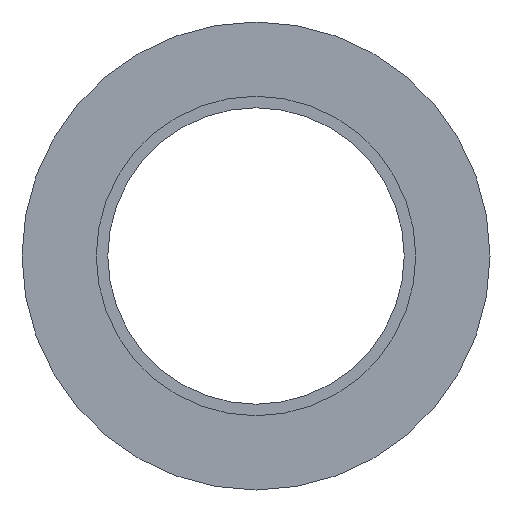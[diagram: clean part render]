
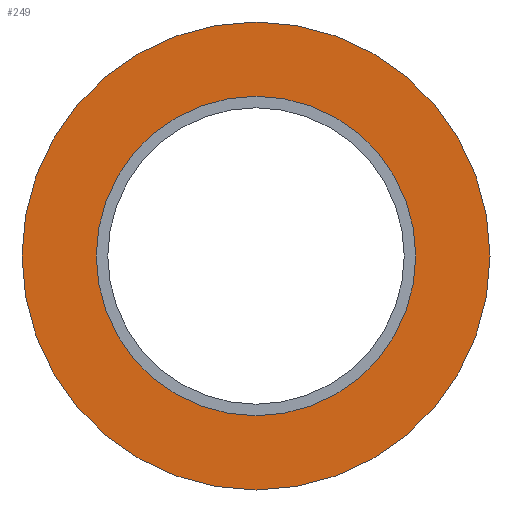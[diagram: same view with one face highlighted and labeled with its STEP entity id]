
A CAD part, front view. The second image highlights one B-rep face of the part: STEP entity #249.
In plain terms, the highlighted planar face has unit normal (0, -1, 0).
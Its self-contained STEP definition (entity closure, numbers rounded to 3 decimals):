
#39=FACE_BOUND('',#60,.T.);
#45=FACE_OUTER_BOUND('',#59,.T.);
#59=EDGE_LOOP('',(#171,#172));
#60=EDGE_LOOP('',(#173,#174));
#79=CIRCLE('',#284,37.5);
#80=CIRCLE('',#285,37.5);
#81=CIRCLE('',#286,25.6);
#82=CIRCLE('',#287,25.6);
#107=VERTEX_POINT('',#421);
#108=VERTEX_POINT('',#422);
#109=VERTEX_POINT('',#425);
#110=VERTEX_POINT('',#426);
#135=EDGE_CURVE('',#107,#108,#79,.T.);
#136=EDGE_CURVE('',#108,#107,#80,.T.);
#137=EDGE_CURVE('',#109,#110,#81,.T.);
#138=EDGE_CURVE('',#110,#109,#82,.T.);
#171=ORIENTED_EDGE('',*,*,#135,.F.);
#172=ORIENTED_EDGE('',*,*,#136,.F.);
#173=ORIENTED_EDGE('',*,*,#137,.T.);
#174=ORIENTED_EDGE('',*,*,#138,.T.);
#243=PLANE('',#283);
#249=ADVANCED_FACE('',(#45,#39),#243,.T.);
#283=AXIS2_PLACEMENT_3D('',#420,#327,#328);
#284=AXIS2_PLACEMENT_3D('',#423,#329,#330);
#285=AXIS2_PLACEMENT_3D('',#424,#331,#332);
#286=AXIS2_PLACEMENT_3D('',#427,#333,#334);
#287=AXIS2_PLACEMENT_3D('',#428,#335,#336);
#327=DIRECTION('center_axis',(0.,-1.,0.));
#328=DIRECTION('ref_axis',(0.,0.,-1.));
#329=DIRECTION('center_axis',(0.,1.,0.));
#330=DIRECTION('ref_axis',(1.,0.,0.));
#331=DIRECTION('center_axis',(0.,1.,0.));
#332=DIRECTION('ref_axis',(1.,0.,0.));
#333=DIRECTION('center_axis',(0.,1.,0.));
#334=DIRECTION('ref_axis',(1.,0.,0.));
#335=DIRECTION('center_axis',(0.,1.,0.));
#336=DIRECTION('ref_axis',(1.,0.,0.));
#420=CARTESIAN_POINT('Origin',(-37.5,0.,0.));
#421=CARTESIAN_POINT('',(-37.5,0.,0.));
#422=CARTESIAN_POINT('',(37.5,0.,0.));
#423=CARTESIAN_POINT('Origin',(0.,0.,0.));
#424=CARTESIAN_POINT('Origin',(0.,0.,0.));
#425=CARTESIAN_POINT('',(-25.6,0.,0.));
#426=CARTESIAN_POINT('',(25.6,0.,0.));
#427=CARTESIAN_POINT('Origin',(0.,0.,0.));
#428=CARTESIAN_POINT('Origin',(0.,0.,0.));
